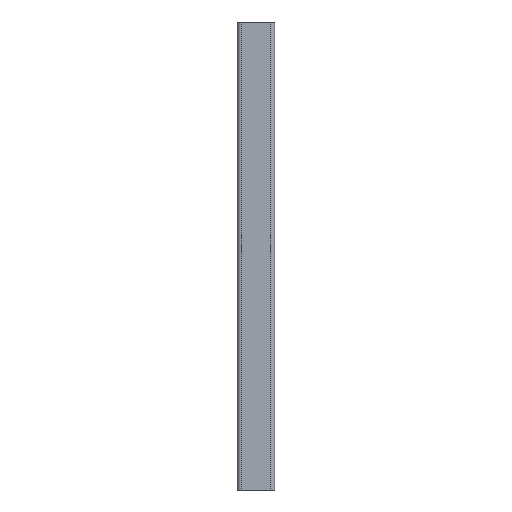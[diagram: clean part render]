
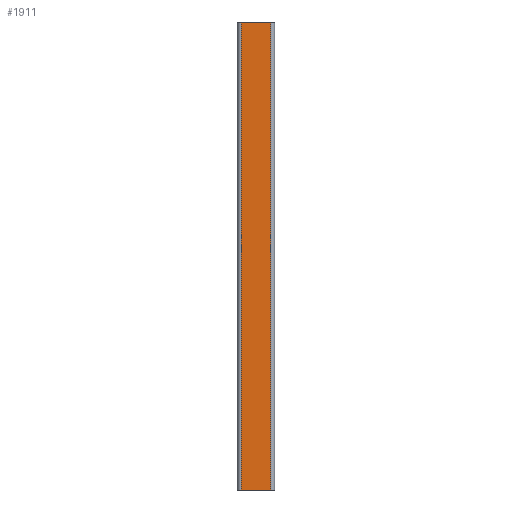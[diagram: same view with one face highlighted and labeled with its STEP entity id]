
A CAD part, front view. The second image highlights one B-rep face of the part: STEP entity #1911.
In plain terms, the highlighted planar face has unit normal (0, -1, 0).
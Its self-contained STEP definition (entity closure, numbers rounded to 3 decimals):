
#96 = EDGE_CURVE ( 'NONE', #949, #950, #2503, .T. ) ;
#99 = EDGE_CURVE ( 'NONE', #947, #948, #2504, .T. ) ;
#100 = EDGE_CURVE ( 'NONE', #948, #950, #2505, .T. ) ;
#101 = EDGE_CURVE ( 'NONE', #947, #949, #2506, .T. ) ;
#275 = CARTESIAN_POINT ( 'NONE',  ( 510.341, 575.499, -500. ) ) ;
#276 = DIRECTION ( 'NONE',  ( 0., 0., 1. ) ) ;
#283 = CARTESIAN_POINT ( 'NONE',  ( 478.341, 575.499, -500. ) ) ;
#284 = DIRECTION ( 'NONE',  ( 0., 0., 1. ) ) ;
#285 = CARTESIAN_POINT ( 'NONE',  ( 478.341, 575.499, 0. ) ) ;
#286 = DIRECTION ( 'NONE',  ( 1., 0., 0. ) ) ;
#287 = CARTESIAN_POINT ( 'NONE',  ( 478.341, 575.499, -500. ) ) ;
#288 = DIRECTION ( 'NONE',  ( 1., 0., 0. ) ) ;
#559 = VECTOR ( 'NONE', #276, 1000. ) ;
#562 = VECTOR ( 'NONE', #284, 1000. ) ;
#563 = VECTOR ( 'NONE', #286, 1000. ) ;
#564 = VECTOR ( 'NONE', #288, 1000. ) ;
#947 = VERTEX_POINT ( 'NONE', #3162 ) ;
#948 = VERTEX_POINT ( 'NONE', #3163 ) ;
#949 = VERTEX_POINT ( 'NONE', #3164 ) ;
#950 = VERTEX_POINT ( 'NONE', #3165 ) ;
#1020 = ORIENTED_EDGE ( 'NONE', *, *, #100, .F. ) ;
#1021 = ORIENTED_EDGE ( 'NONE', *, *, #101, .T. ) ;
#1022 = ORIENTED_EDGE ( 'NONE', *, *, #99, .F. ) ;
#1023 = ORIENTED_EDGE ( 'NONE', *, *, #96, .T. ) ;
#1911 = ADVANCED_FACE ( 'NONE', ( #2570 ), #3311, .T. ) ;
#2463 = EDGE_LOOP ( 'NONE', ( #1020, #1022, #1021, #1023 ) ) ;
#2503 = LINE ( 'NONE', #275, #559 ) ;
#2504 = LINE ( 'NONE', #283, #562 ) ;
#2505 = LINE ( 'NONE', #285, #563 ) ;
#2506 = LINE ( 'NONE', #287, #564 ) ;
#2570 = FACE_OUTER_BOUND ( 'NONE', #2463, .T. ) ;
#3162 = CARTESIAN_POINT ( 'NONE',  ( 478.341, 575.499, -500. ) ) ;
#3163 = CARTESIAN_POINT ( 'NONE',  ( 478.341, 575.499, 0. ) ) ;
#3164 = CARTESIAN_POINT ( 'NONE',  ( 510.341, 575.499, -500. ) ) ;
#3165 = CARTESIAN_POINT ( 'NONE',  ( 510.341, 575.499, 0. ) ) ;
#3311 = PLANE ( 'NONE',  #4063 ) ;
#3312 = CARTESIAN_POINT ( 'NONE',  ( 478.341, 575.499, -500. ) ) ;
#3313 = DIRECTION ( 'NONE',  ( 0., -1., 0. ) ) ;
#3314 = DIRECTION ( 'NONE',  ( 1., 0., 0. ) ) ;
#4063 = AXIS2_PLACEMENT_3D ( 'NONE', #3312, #3313, #3314 ) ;
